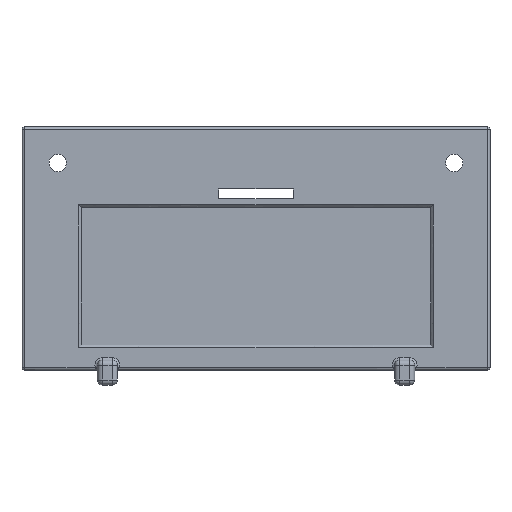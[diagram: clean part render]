
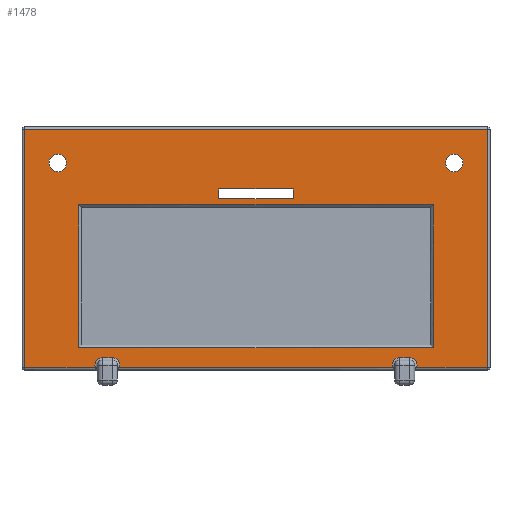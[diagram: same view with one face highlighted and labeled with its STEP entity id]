
A CAD part, top view. The second image highlights one B-rep face of the part: STEP entity #1478.
In plain terms, the highlighted planar face has unit normal (0, 0, 1).
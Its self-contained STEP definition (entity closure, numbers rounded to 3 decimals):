
#35=B_SPLINE_CURVE_WITH_KNOTS('',3,(#2355,#2356,#2357,#2358),
 .UNSPECIFIED.,.F.,.F.,(4,4),(-5.3,1.8),.UNSPECIFIED.);
#38=B_SPLINE_CURVE_WITH_KNOTS('',3,(#2439,#2440,#2441,#2442),
 .UNSPECIFIED.,.F.,.F.,(4,4),(-1.874,0.988),.UNSPECIFIED.);
#41=B_SPLINE_CURVE_WITH_KNOTS('',3,(#2524,#2525,#2526,#2527),
 .UNSPECIFIED.,.F.,.F.,(4,4),(-2.368,0.493),
 .UNSPECIFIED.);
#42=B_SPLINE_CURVE_WITH_KNOTS('',3,(#2564,#2565,#2566,#2567),
 .UNSPECIFIED.,.F.,.F.,(4,4),(-5.3,1.8),.UNSPECIFIED.);
#74=FACE_BOUND('',#242,.T.);
#75=FACE_BOUND('',#243,.T.);
#76=FACE_BOUND('',#244,.T.);
#77=FACE_BOUND('',#245,.T.);
#81=PLANE('',#1597);
#135=FACE_OUTER_BOUND('',#241,.T.);
#241=EDGE_LOOP('',(#1046,#1047,#1048,#1049,#1050,#1051,#1052,#1053,#1054,
#1055,#1056,#1057));
#242=EDGE_LOOP('',(#1058));
#243=EDGE_LOOP('',(#1059,#1060,#1061,#1062));
#244=EDGE_LOOP('',(#1063));
#245=EDGE_LOOP('',(#1064,#1065,#1066,#1067));
#333=LINE('',#2255,#435);
#347=LINE('',#2300,#449);
#350=LINE('',#2312,#452);
#356=LINE('',#2574,#458);
#357=LINE('',#2578,#459);
#358=LINE('',#2582,#460);
#359=LINE('',#2585,#461);
#360=LINE('',#2586,#462);
#361=LINE('',#2591,#463);
#362=LINE('',#2593,#464);
#363=LINE('',#2595,#465);
#364=LINE('',#2596,#466);
#435=VECTOR('',#1775,10.);
#449=VECTOR('',#1817,10.);
#452=VECTOR('',#1834,10.);
#458=VECTOR('',#1850,10.);
#459=VECTOR('',#1853,10.);
#460=VECTOR('',#1856,10.);
#461=VECTOR('',#1859,10.);
#462=VECTOR('',#1860,10.);
#463=VECTOR('',#1863,10.);
#464=VECTOR('',#1864,10.);
#465=VECTOR('',#1865,10.);
#466=VECTOR('',#1866,10.);
#552=CIRCLE('',#1598,1.5);
#553=CIRCLE('',#1599,1.5);
#554=CIRCLE('',#1600,1.5);
#555=CIRCLE('',#1601,1.5);
#556=CIRCLE('',#1602,1.75);
#557=CIRCLE('',#1603,1.75);
#624=VERTEX_POINT('',#2247);
#626=VERTEX_POINT('',#2253);
#641=VERTEX_POINT('',#2288);
#643=VERTEX_POINT('',#2299);
#646=VERTEX_POINT('',#2353);
#647=VERTEX_POINT('',#2354);
#650=VERTEX_POINT('',#2438);
#653=VERTEX_POINT('',#2503);
#654=VERTEX_POINT('',#2570);
#655=VERTEX_POINT('',#2571);
#656=VERTEX_POINT('',#2573);
#657=VERTEX_POINT('',#2575);
#658=VERTEX_POINT('',#2577);
#659=VERTEX_POINT('',#2579);
#660=VERTEX_POINT('',#2581);
#661=VERTEX_POINT('',#2583);
#662=VERTEX_POINT('',#2587);
#663=VERTEX_POINT('',#2589);
#664=VERTEX_POINT('',#2590);
#665=VERTEX_POINT('',#2592);
#666=VERTEX_POINT('',#2594);
#667=VERTEX_POINT('',#2597);
#752=EDGE_CURVE('',#626,#624,#333,.T.);
#774=EDGE_CURVE('',#641,#643,#347,.T.);
#781=EDGE_CURVE('',#643,#626,#350,.T.);
#784=EDGE_CURVE('',#646,#647,#35,.T.);
#788=EDGE_CURVE('',#647,#650,#38,.T.);
#793=EDGE_CURVE('',#653,#646,#41,.T.);
#794=EDGE_CURVE('',#650,#653,#42,.T.);
#796=EDGE_CURVE('',#654,#655,#552,.T.);
#797=EDGE_CURVE('',#656,#654,#356,.T.);
#798=EDGE_CURVE('',#657,#656,#553,.T.);
#799=EDGE_CURVE('',#658,#657,#357,.T.);
#800=EDGE_CURVE('',#659,#658,#554,.T.);
#801=EDGE_CURVE('',#660,#659,#358,.T.);
#802=EDGE_CURVE('',#661,#660,#555,.T.);
#803=EDGE_CURVE('',#624,#661,#359,.T.);
#804=EDGE_CURVE('',#655,#641,#360,.F.);
#805=EDGE_CURVE('',#662,#662,#556,.T.);
#806=EDGE_CURVE('',#663,#664,#361,.T.);
#807=EDGE_CURVE('',#664,#665,#362,.T.);
#808=EDGE_CURVE('',#665,#666,#363,.T.);
#809=EDGE_CURVE('',#663,#666,#364,.T.);
#810=EDGE_CURVE('',#667,#667,#557,.T.);
#1046=ORIENTED_EDGE('',*,*,#796,.F.);
#1047=ORIENTED_EDGE('',*,*,#797,.F.);
#1048=ORIENTED_EDGE('',*,*,#798,.F.);
#1049=ORIENTED_EDGE('',*,*,#799,.F.);
#1050=ORIENTED_EDGE('',*,*,#800,.F.);
#1051=ORIENTED_EDGE('',*,*,#801,.F.);
#1052=ORIENTED_EDGE('',*,*,#802,.F.);
#1053=ORIENTED_EDGE('',*,*,#803,.F.);
#1054=ORIENTED_EDGE('',*,*,#752,.F.);
#1055=ORIENTED_EDGE('',*,*,#781,.F.);
#1056=ORIENTED_EDGE('',*,*,#774,.F.);
#1057=ORIENTED_EDGE('',*,*,#804,.F.);
#1058=ORIENTED_EDGE('',*,*,#805,.T.);
#1059=ORIENTED_EDGE('',*,*,#806,.T.);
#1060=ORIENTED_EDGE('',*,*,#807,.T.);
#1061=ORIENTED_EDGE('',*,*,#808,.T.);
#1062=ORIENTED_EDGE('',*,*,#809,.F.);
#1063=ORIENTED_EDGE('',*,*,#810,.T.);
#1064=ORIENTED_EDGE('',*,*,#784,.F.);
#1065=ORIENTED_EDGE('',*,*,#793,.F.);
#1066=ORIENTED_EDGE('',*,*,#794,.F.);
#1067=ORIENTED_EDGE('',*,*,#788,.F.);
#1478=ADVANCED_FACE('',(#135,#74,#75,#76,#77),#81,.F.);
#1597=AXIS2_PLACEMENT_3D('',#2569,#1846,#1847);
#1598=AXIS2_PLACEMENT_3D('',#2572,#1848,#1849);
#1599=AXIS2_PLACEMENT_3D('',#2576,#1851,#1852);
#1600=AXIS2_PLACEMENT_3D('',#2580,#1854,#1855);
#1601=AXIS2_PLACEMENT_3D('',#2584,#1857,#1858);
#1602=AXIS2_PLACEMENT_3D('',#2588,#1861,#1862);
#1603=AXIS2_PLACEMENT_3D('',#2598,#1867,#1868);
#1775=DIRECTION('',(0.,-1.,0.));
#1817=DIRECTION('',(0.,1.,0.));
#1834=DIRECTION('',(1.,0.,0.));
#1846=DIRECTION('center_axis',(0.,0.,-1.));
#1847=DIRECTION('ref_axis',(1.,0.,0.));
#1848=DIRECTION('center_axis',(0.,0.,1.));
#1849=DIRECTION('ref_axis',(-0.866,0.5,0.));
#1850=DIRECTION('',(-1.,0.,0.));
#1851=DIRECTION('center_axis',(0.,0.,1.));
#1852=DIRECTION('ref_axis',(0.866,0.5,0.));
#1853=DIRECTION('',(-1.,0.,0.));
#1854=DIRECTION('center_axis',(0.,0.,1.));
#1855=DIRECTION('ref_axis',(-0.866,0.5,0.));
#1856=DIRECTION('',(-1.,0.,0.));
#1857=DIRECTION('center_axis',(0.,0.,1.));
#1858=DIRECTION('ref_axis',(0.866,0.5,0.));
#1859=DIRECTION('',(-1.,0.,0.));
#1860=DIRECTION('',(1.,0.,0.));
#1861=DIRECTION('center_axis',(0.,0.,-1.));
#1862=DIRECTION('ref_axis',(-1.,0.,0.));
#1863=DIRECTION('',(0.,1.,0.));
#1864=DIRECTION('',(1.,0.,0.));
#1865=DIRECTION('',(0.,-1.,0.));
#1866=DIRECTION('',(1.,0.,0.));
#1867=DIRECTION('center_axis',(0.,0.,-1.));
#1868=DIRECTION('ref_axis',(-1.,0.,0.));
#2247=CARTESIAN_POINT('',(53.548,-42.069,-27.11));
#2253=CARTESIAN_POINT('',(53.548,5.608,-27.11));
#2255=CARTESIAN_POINT('',(53.548,-6.299,-27.11));
#2288=CARTESIAN_POINT('',(-39.152,-42.069,-27.11));
#2299=CARTESIAN_POINT('',(-39.152,5.608,-27.11));
#2300=CARTESIAN_POINT('',(-39.152,-31.413,-27.11));
#2312=CARTESIAN_POINT('',(-16.302,5.608,-27.11));
#2353=CARTESIAN_POINT('',(42.698,-9.492,-27.11));
#2354=CARTESIAN_POINT('',(-28.302,-9.492,-27.11));
#2355=CARTESIAN_POINT('Ctrl Pts',(42.698,-9.492,-27.11));
#2356=CARTESIAN_POINT('Ctrl Pts',(19.031,-9.492,-27.11));
#2357=CARTESIAN_POINT('Ctrl Pts',(-4.635,-9.492,-27.11));
#2358=CARTESIAN_POINT('Ctrl Pts',(-28.302,-9.492,-27.11));
#2438=CARTESIAN_POINT('',(-28.302,-38.106,-27.11));
#2439=CARTESIAN_POINT('Ctrl Pts',(-28.302,-9.492,-27.11));
#2440=CARTESIAN_POINT('Ctrl Pts',(-28.302,-19.03,-27.11));
#2441=CARTESIAN_POINT('Ctrl Pts',(-28.302,-28.568,-27.11));
#2442=CARTESIAN_POINT('Ctrl Pts',(-28.302,-38.106,-27.11));
#2503=CARTESIAN_POINT('',(42.698,-38.106,-27.11));
#2524=CARTESIAN_POINT('Ctrl Pts',(42.698,-38.106,-27.11));
#2525=CARTESIAN_POINT('Ctrl Pts',(42.698,-28.568,-27.11));
#2526=CARTESIAN_POINT('Ctrl Pts',(42.698,-19.03,-27.11));
#2527=CARTESIAN_POINT('Ctrl Pts',(42.698,-9.492,-27.11));
#2564=CARTESIAN_POINT('Ctrl Pts',(-28.302,-38.106,-27.11));
#2565=CARTESIAN_POINT('Ctrl Pts',(-4.635,-38.106,-27.11));
#2566=CARTESIAN_POINT('Ctrl Pts',(19.031,-38.106,-27.11));
#2567=CARTESIAN_POINT('Ctrl Pts',(42.698,-38.106,-27.11));
#2569=CARTESIAN_POINT('Origin',(7.198,-18.856,-27.11));
#2570=CARTESIAN_POINT('',(-23.552,-40.069,-27.11));
#2571=CARTESIAN_POINT('',(-24.966,-42.069,-27.11));
#2572=CARTESIAN_POINT('Origin',(-23.552,-41.569,-27.11));
#2573=CARTESIAN_POINT('',(-21.552,-40.069,-27.11));
#2574=CARTESIAN_POINT('',(23.073,-40.069,-27.11));
#2575=CARTESIAN_POINT('',(-20.138,-42.069,-27.11));
#2576=CARTESIAN_POINT('Origin',(-21.552,-41.569,-27.11));
#2577=CARTESIAN_POINT('',(34.534,-42.069,-27.11));
#2578=CARTESIAN_POINT('',(30.698,-42.069,-27.11));
#2579=CARTESIAN_POINT('',(35.948,-40.069,-27.11));
#2580=CARTESIAN_POINT('Origin',(35.948,-41.569,-27.11));
#2581=CARTESIAN_POINT('',(37.948,-40.069,-27.11));
#2582=CARTESIAN_POINT('',(23.073,-40.069,-27.11));
#2583=CARTESIAN_POINT('',(39.362,-42.069,-27.11));
#2584=CARTESIAN_POINT('Origin',(37.948,-41.569,-27.11));
#2585=CARTESIAN_POINT('',(30.698,-42.069,-27.11));
#2586=CARTESIAN_POINT('',(30.698,-42.069,-27.11));
#2587=CARTESIAN_POINT('',(48.633,-1.1,-27.11));
#2588=CARTESIAN_POINT('Origin',(46.883,-1.1,-27.11));
#2589=CARTESIAN_POINT('',(-0.302,-8.308,-27.11));
#2590=CARTESIAN_POINT('',(-0.302,-6.308,-27.11));
#2591=CARTESIAN_POINT('',(-0.302,-13.582,-27.11));
#2592=CARTESIAN_POINT('',(14.698,-6.308,-27.11));
#2593=CARTESIAN_POINT('',(10.948,-6.308,-27.11));
#2594=CARTESIAN_POINT('',(14.698,-8.308,-27.11));
#2595=CARTESIAN_POINT('',(14.698,-13.582,-27.11));
#2596=CARTESIAN_POINT('',(3.448,-8.308,-27.11));
#2597=CARTESIAN_POINT('',(-30.737,-1.1,-27.11));
#2598=CARTESIAN_POINT('Origin',(-32.487,-1.1,-27.11));
